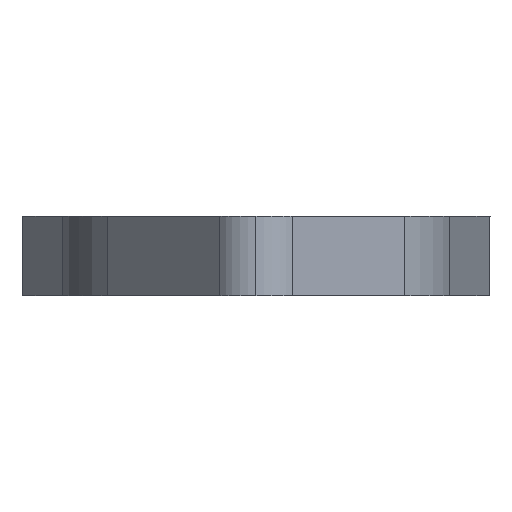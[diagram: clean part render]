
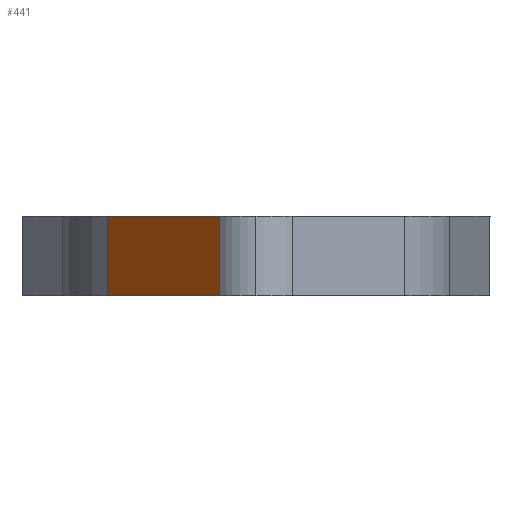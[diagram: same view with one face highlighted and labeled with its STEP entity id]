
A CAD part, left-side view. The second image highlights one B-rep face of the part: STEP entity #441.
In plain terms, the highlighted planar face has unit normal (-0.655, 0.756, 0).
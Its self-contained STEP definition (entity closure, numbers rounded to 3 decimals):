
#421=AXIS2_PLACEMENT_3D('Plane Axis2P3D',#418,#419,#420) ;
#195=CARTESIAN_POINT('Vertex',(-83.145,6.801,0.)) ;
#198=CARTESIAN_POINT('Line Origine',(-70.939,17.38,0.)) ;
#202=CARTESIAN_POINT('Vertex',(-58.734,27.959,0.)) ;
#399=CARTESIAN_POINT('Line Origine',(-58.734,27.959,7.5)) ;
#403=CARTESIAN_POINT('Vertex',(-58.734,27.959,15.)) ;
#418=CARTESIAN_POINT('Axis2P3D Location',(-58.734,27.959,0.)) ;
#423=CARTESIAN_POINT('Line Origine',(-83.145,6.801,7.5)) ;
#427=CARTESIAN_POINT('Vertex',(-83.145,6.801,15.)) ;
#430=CARTESIAN_POINT('Line Origine',(-70.939,17.38,15.)) ;
#199=DIRECTION('Vector Direction',(-0.756,-0.655,0.)) ;
#400=DIRECTION('Vector Direction',(0.,0.,1.)) ;
#419=DIRECTION('Axis2P3D Direction',(-0.655,0.756,0.)) ;
#420=DIRECTION('Axis2P3D XDirection',(-0.756,-0.655,-0.)) ;
#424=DIRECTION('Vector Direction',(0.,0.,1.)) ;
#431=DIRECTION('Vector Direction',(-0.756,-0.655,0.)) ;
#200=VECTOR('Line Direction',#199,1.) ;
#401=VECTOR('Line Direction',#400,1.) ;
#425=VECTOR('Line Direction',#424,1.) ;
#432=VECTOR('Line Direction',#431,1.) ;
#436=ORIENTED_EDGE('',*,*,#405,.F.) ;
#437=ORIENTED_EDGE('',*,*,#204,.T.) ;
#438=ORIENTED_EDGE('',*,*,#429,.T.) ;
#439=ORIENTED_EDGE('',*,*,#434,.F.) ;
#441=ADVANCED_FACE('Corps principal',(#440),#422,.T.) ;
#204=EDGE_CURVE('',#203,#196,#201,.T.) ;
#405=EDGE_CURVE('',#203,#404,#402,.T.) ;
#429=EDGE_CURVE('',#196,#428,#426,.T.) ;
#434=EDGE_CURVE('',#404,#428,#433,.T.) ;
#435=EDGE_LOOP('',(#436,#437,#438,#439)) ;
#440=FACE_OUTER_BOUND('',#435,.T.) ;
#201=LINE('Line',#198,#200) ;
#402=LINE('Line',#399,#401) ;
#426=LINE('Line',#423,#425) ;
#433=LINE('Line',#430,#432) ;
#422=PLANE('',#421) ;
#196=VERTEX_POINT('',#195) ;
#203=VERTEX_POINT('',#202) ;
#404=VERTEX_POINT('',#403) ;
#428=VERTEX_POINT('',#427) ;
